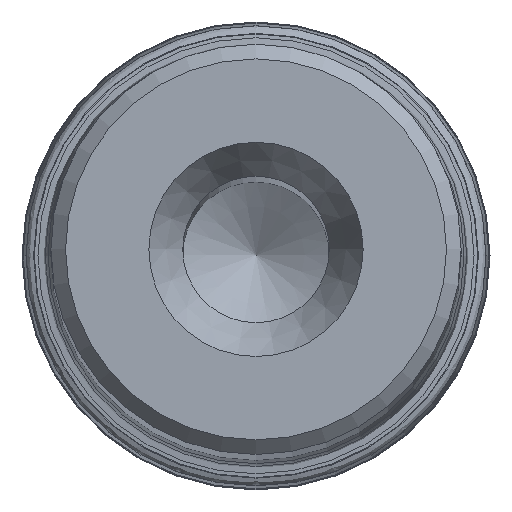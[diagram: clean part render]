
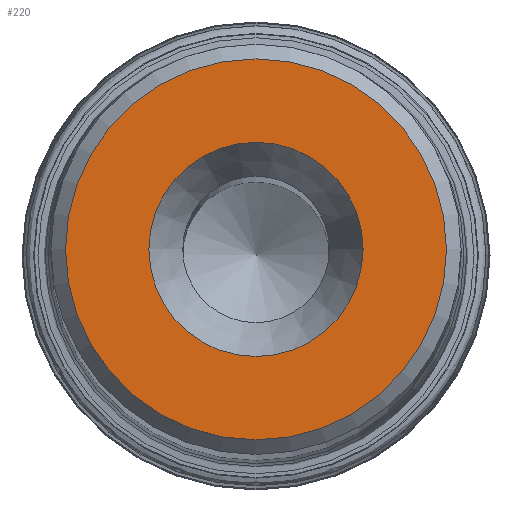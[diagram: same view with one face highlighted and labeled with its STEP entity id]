
A CAD part, top view. The second image highlights one B-rep face of the part: STEP entity #220.
In plain terms, the highlighted planar face has unit normal (0, 0, 1).
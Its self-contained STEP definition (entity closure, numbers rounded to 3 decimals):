
#41=PLANE('',#798);
#220=ADVANCED_FACE('',(#327,#328),#41,.F.);
#327=FACE_BOUND('',#438,.T.);
#328=FACE_BOUND('',#439,.T.);
#438=EDGE_LOOP('',(#548));
#439=EDGE_LOOP('',(#549));
#548=ORIENTED_EDGE('',*,*,#676,.T.);
#549=ORIENTED_EDGE('',*,*,#677,.T.);
#620=VERTEX_POINT('',#1408);
#621=VERTEX_POINT('',#1410);
#676=EDGE_CURVE('',#620,#620,#731,.T.);
#677=EDGE_CURVE('',#621,#621,#732,.T.);
#731=CIRCLE('',#796,3.655);
#732=CIRCLE('',#797,6.5);
#796=AXIS2_PLACEMENT_3D('',#1407,#968,#969);
#797=AXIS2_PLACEMENT_3D('',#1409,#970,#971);
#798=AXIS2_PLACEMENT_3D('',#1411,#972,#973);
#968=DIRECTION('',(0.,0.,-1.));
#969=DIRECTION('',(-1.,0.,0.));
#970=DIRECTION('',(0.,0.,1.));
#971=DIRECTION('',(-1.,0.,0.));
#972=DIRECTION('',(0.,0.,-1.));
#973=DIRECTION('',(-1.,0.,0.));
#1407=CARTESIAN_POINT('',(0.,0.,110.));
#1408=CARTESIAN_POINT('',(-3.655,0.,110.));
#1409=CARTESIAN_POINT('',(0.,0.,110.));
#1410=CARTESIAN_POINT('',(-6.5,0.,110.));
#1411=CARTESIAN_POINT('',(0.,0.,110.));
